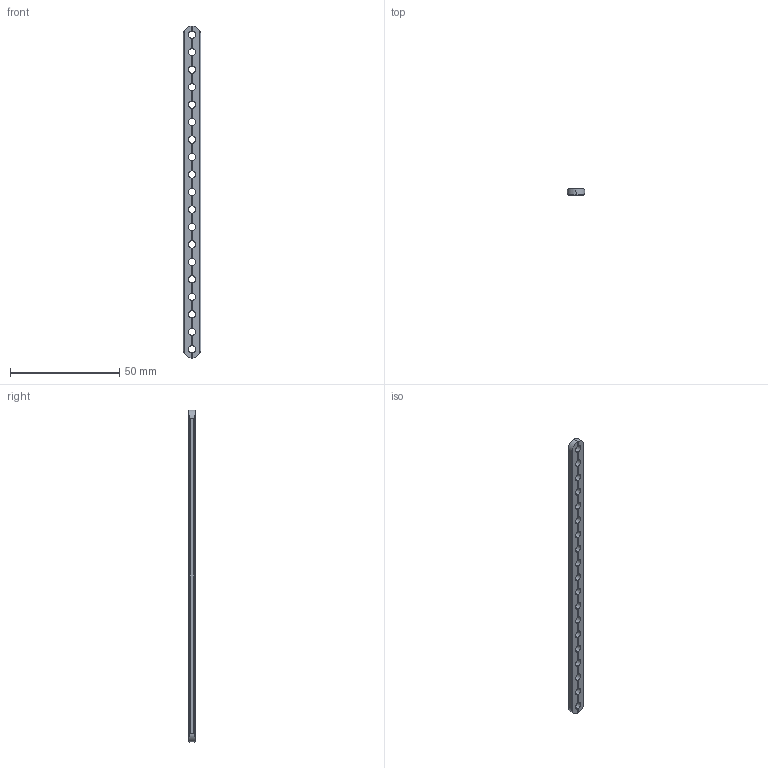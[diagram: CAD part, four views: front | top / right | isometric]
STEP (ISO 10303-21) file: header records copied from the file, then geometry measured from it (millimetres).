
FILE_DESCRIPTION (( 'STEP AP203' ), '1' );
FILE_NAME ('REV-41-1695.STEP', '2019-07-11T23:37:26', ( '' ), ( '' ), 'SwSTEP 2.0', 'SolidWorks 2018', '' );
FILE_SCHEMA (( 'CONFIG_CONTROL_DESIGN' ));
Length unit declared in the file: millimetre
Products named in the file (1): REV-41-1695
Bounding box: 8 x 2.9 x 152 mm (x, y, z)
Volume: 2900 mm3; surface area: 3382.7 mm2
Topology: 1 solids, 1 shells, 259 faces, 885 edges, 590 vertices
Faces by surface type: cylinder 169, plane 90
Entity records: 10678 total; most frequent: CARTESIAN_POINT 3969, ORIENTED_EDGE 1770, DIRECTION 987, EDGE_CURVE 885, VERTEX_POINT 590, AXIS2_PLACEMENT_3D 344, B_SPLINE_CURVE_WITH_KNOTS 334, LINE 299
